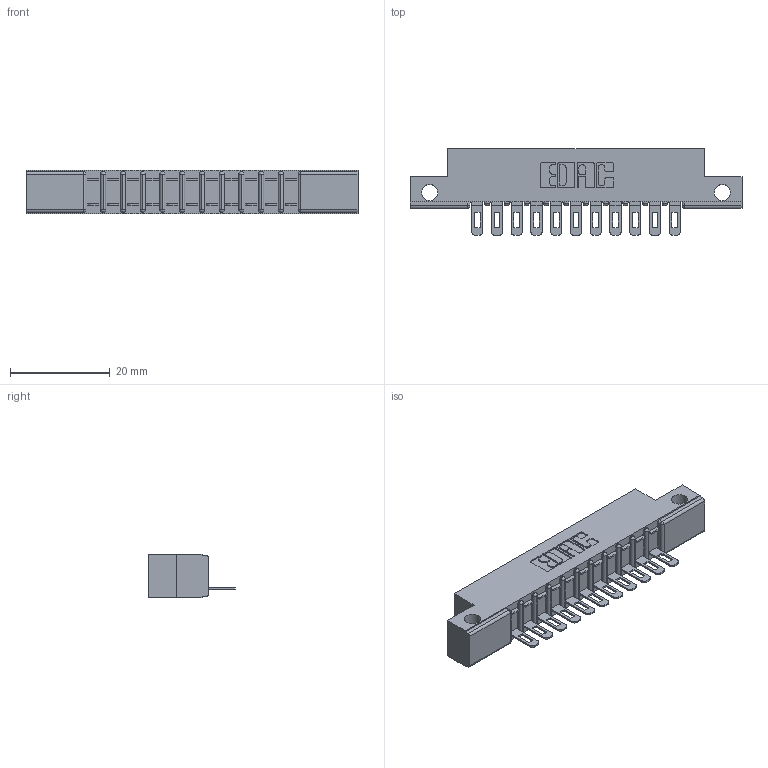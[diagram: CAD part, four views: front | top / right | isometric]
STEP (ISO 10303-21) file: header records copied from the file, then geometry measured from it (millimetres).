
FILE_DESCRIPTION (( 'STEP AP203' ), '1' );
FILE_NAME ('307-011-401-112.STEP', '2020-09-25T10:00:00', ( '' ), ( '' ), 'SwSTEP 2.0', 'SolidWorks 2020', '' );
FILE_SCHEMA (( 'CONFIG_CONTROL_DESIGN' ));
Length unit declared in the file: inch
Products named in the file (3): 307-011-401-112; 307 Part_.128 Dia Side Mounting Holes; 307-290-002_501
Assembly tree (12 placements, depth 2):
  307-011-401-112
    307 Part_.128 Dia Side Mounting Holes
    307-290-002_501  x11
Bounding box: 66.6 x 17.42 x 8.71 mm (x, y, z)
Volume: 4324.6 mm3; surface area: 7190.6 mm2
Topology: 12 solids, 12 shells, 966 faces, 2941 edges, 1926 vertices
Faces by surface type: plane 554, cylinder 388, sphere 24
Entity records: 14048 total; most frequent: CARTESIAN_POINT 2364, ORIENTED_EDGE 2354, DIRECTION 2315, EDGE_CURVE 1177, VECTOR 881, LINE 881, VERTEX_POINT 766, AXIS2_PLACEMENT_3D 717
